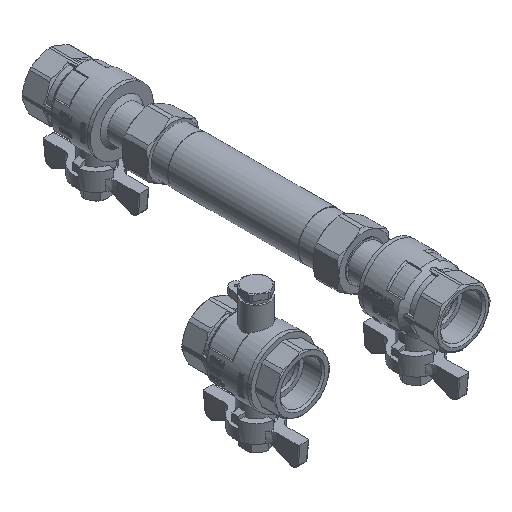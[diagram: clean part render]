
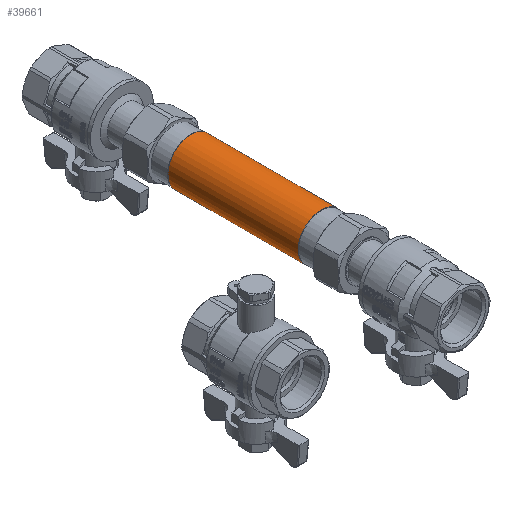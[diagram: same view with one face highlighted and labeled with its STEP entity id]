
A CAD part, isometric view. The second image highlights one B-rep face of the part: STEP entity #39661.
In plain terms, the highlighted cylindrical face has radius 13.45 mm (diameter 26.9 mm), a full revolution.
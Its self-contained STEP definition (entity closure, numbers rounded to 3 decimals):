
#10092=ORIENTED_EDGE('',*,*,#22510,.T.);
#10093=ORIENTED_EDGE('',*,*,#22511,.F.);
#22510=EDGE_CURVE('',#28719,#28719,#32909,.T.);
#22511=EDGE_CURVE('',#28720,#28720,#32910,.T.);
#28719=VERTEX_POINT('',#61941);
#28720=VERTEX_POINT('',#61943);
#32909=CIRCLE('',#42048,13.45);
#32910=CIRCLE('',#42049,13.45);
#33714=EDGE_LOOP('',(#10092));
#33715=EDGE_LOOP('',(#10093));
#36297=FACE_BOUND('',#33714,.T.);
#36298=FACE_BOUND('',#33715,.T.);
#38882=CYLINDRICAL_SURFACE('',#42047,13.45);
#39661=ADVANCED_FACE('',(#36297,#36298),#38882,.T.);
#42047=AXIS2_PLACEMENT_3D('',#61939,#47856,#47857);
#42048=AXIS2_PLACEMENT_3D('',#61940,#47858,#47859);
#42049=AXIS2_PLACEMENT_3D('',#61942,#47860,#47861);
#47856=DIRECTION('',(0.,1.,0.));
#47857=DIRECTION('',(0.,0.,1.));
#47858=DIRECTION('',(0.,1.,0.));
#47859=DIRECTION('',(1.,0.,0.));
#47860=DIRECTION('',(0.,1.,0.));
#47861=DIRECTION('',(0.,0.,-1.));
#61939=CARTESIAN_POINT('',(0.,-55.,0.));
#61940=CARTESIAN_POINT('',(0.,-38.,0.));
#61941=CARTESIAN_POINT('',(13.45,-38.,0.));
#61942=CARTESIAN_POINT('',(0.,38.,0.));
#61943=CARTESIAN_POINT('',(0.,38.,-13.45));
